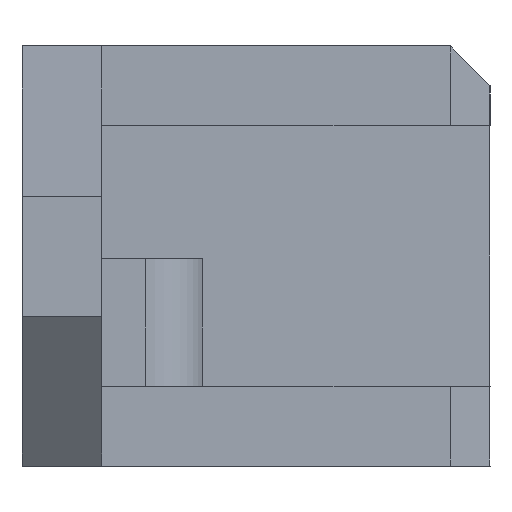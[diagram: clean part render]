
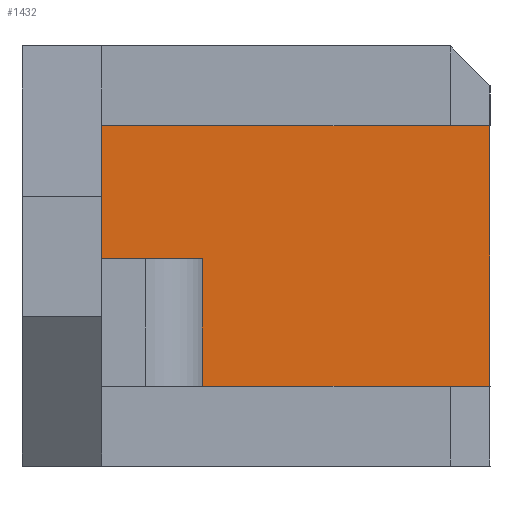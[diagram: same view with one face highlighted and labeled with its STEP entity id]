
A CAD part, left-side view. The second image highlights one B-rep face of the part: STEP entity #1432.
In plain terms, the highlighted planar face has unit normal (-1, 0, 0).
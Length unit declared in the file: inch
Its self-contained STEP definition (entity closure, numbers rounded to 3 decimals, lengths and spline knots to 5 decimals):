
#30 = CARTESIAN_POINT ( 'NONE',  ( 4.15945, 0.53953, 2.08661 ) ) ;
#167 = ORIENTED_EDGE ( 'NONE', *, *, #2010, .T. ) ;
#177 = CARTESIAN_POINT ( 'NONE',  ( 4.15945, 0.81693, 2.85827 ) ) ;
#190 = AXIS2_PLACEMENT_3D ( 'NONE', #30, #485, #2802 ) ;
#209 = LINE ( 'NONE', #2989, #2573 ) ;
#210 = EDGE_CURVE ( 'NONE', #2271, #1047, #2542, .T. ) ;
#281 = CARTESIAN_POINT ( 'NONE',  ( 4.15945, 0.81693, 2.87402 ) ) ;
#333 = ORIENTED_EDGE ( 'NONE', *, *, #354, .F. ) ;
#354 = EDGE_CURVE ( 'NONE', #1047, #2400, #1290, .T. ) ;
#459 = EDGE_LOOP ( 'NONE', ( #333, #1182, #1859, #167 ) ) ;
#485 = DIRECTION ( 'NONE',  ( 1., 0., 0. ) ) ;
#673 = VECTOR ( 'NONE', #1307, 39.37008 ) ;
#712 = VERTEX_POINT ( 'NONE', #1078 ) ;
#841 = CARTESIAN_POINT ( 'NONE',  ( 4.15945, -0.56889, 2.87402 ) ) ;
#843 = CARTESIAN_POINT ( 'NONE',  ( 4.15945, -0.41141, 2.85827 ) ) ;
#954 = FACE_OUTER_BOUND ( 'NONE', #459, .T. ) ;
#1047 = VERTEX_POINT ( 'NONE', #177 ) ;
#1063 = VECTOR ( 'NONE', #2156, 39.37008 ) ;
#1078 = CARTESIAN_POINT ( 'NONE',  ( 4.15945, -0.56889, 2.08661 ) ) ;
#1182 = ORIENTED_EDGE ( 'NONE', *, *, #210, .F. ) ;
#1185 = CARTESIAN_POINT ( 'NONE',  ( 4.15945, 0.81693, 2.08661 ) ) ;
#1290 = LINE ( 'NONE', #843, #673 ) ;
#1307 = DIRECTION ( 'NONE',  ( 0., -1., 0. ) ) ;
#1432 = ADVANCED_FACE ( 'NONE', ( #954 ), #2317, .F. ) ;
#1859 = ORIENTED_EDGE ( 'NONE', *, *, #2406, .F. ) ;
#2010 = EDGE_CURVE ( 'NONE', #712, #2400, #2927, .T. ) ;
#2156 = DIRECTION ( 'NONE',  ( 0., 0., 1. ) ) ;
#2271 = VERTEX_POINT ( 'NONE', #1185 ) ;
#2288 = VECTOR ( 'NONE', #2795, 39.37008 ) ;
#2317 = PLANE ( 'NONE',  #190 ) ;
#2400 = VERTEX_POINT ( 'NONE', #2688 ) ;
#2406 = EDGE_CURVE ( 'NONE', #712, #2271, #209, .T. ) ;
#2507 = DIRECTION ( 'NONE',  ( 0., 1., 0. ) ) ;
#2542 = LINE ( 'NONE', #281, #1063 ) ;
#2573 = VECTOR ( 'NONE', #2507, 39.37008 ) ;
#2688 = CARTESIAN_POINT ( 'NONE',  ( 4.15945, -0.56889, 2.85827 ) ) ;
#2795 = DIRECTION ( 'NONE',  ( 0., 0., 1. ) ) ;
#2802 = DIRECTION ( 'NONE',  ( 0., 1., 0. ) ) ;
#2927 = LINE ( 'NONE', #841, #2288 ) ;
#2989 = CARTESIAN_POINT ( 'NONE',  ( 4.15945, 0.08374, 2.08661 ) ) ;
